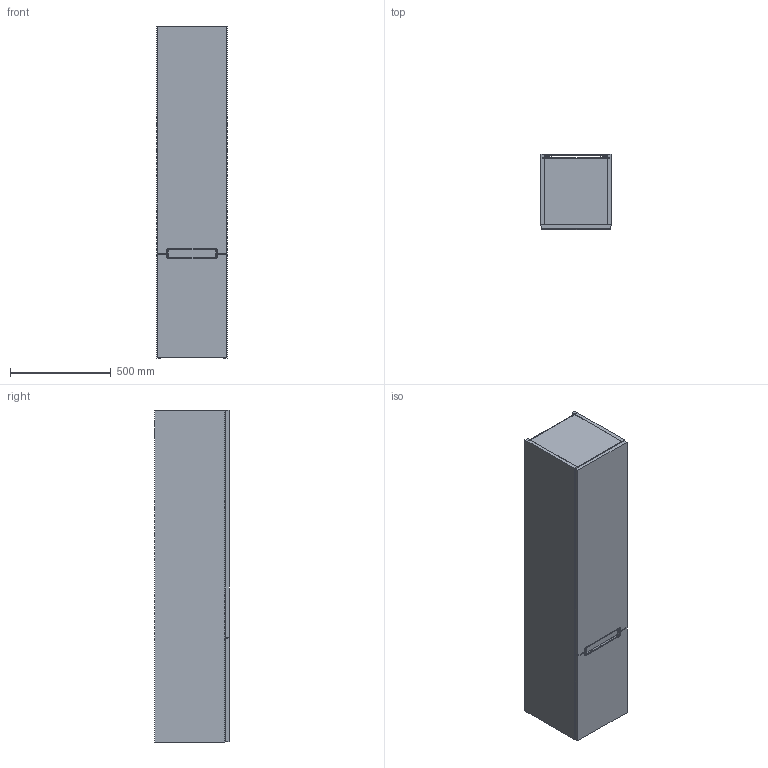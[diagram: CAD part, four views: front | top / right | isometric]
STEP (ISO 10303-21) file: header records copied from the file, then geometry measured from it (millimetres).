
FILE_DESCRIPTION((' '),'2;1');
FILE_NAME('A710Y0XX_3DFusionKopieren.stp.step','2013-11-21T08:39:22',(' '),(' '),' ','ACIS',' ');
FILE_SCHEMA(('CONFIG_CONTROL_DESIGN'));
Length unit declared in the file: millimetre
Products named in the file (32): A710Y0XX_3DFusionKopieren.stp.step; Körper1; Körper2; Körper3; Körper4; Körper5; Körper6; Körper7; Körper8; Körper9; Körper10; Körper11; Körper12; Körper13; Körper14; Körper15; Körper16; Körper17; Körper18; Körper19; Körper20; Körper21; Körper22; Körper23; Körper24; Körper25; Körper26; Körper27; Körper28; Körper29; Körper30; Körper31
Assembly tree (31 placements, depth 2):
  A710Y0XX_3DFusionKopieren.stp.step
    Körper1
    Körper2
    Körper3
    Körper4
    Körper5
    Körper6
    Körper7
    Körper8
    Körper9
    Körper10
    Körper11
    Körper12
    Körper13
    Körper14
    Körper15
    Körper16
    Körper17
    Körper18
    Körper19
    Körper20
    Körper21
    Körper22
    Körper23
    Körper24
    Körper25
    Körper26
    Körper27
    Körper28
    Körper29
    Körper30
    Körper31
Bounding box: 350 x 372.94 x 1650 mm (x, y, z)
Volume: 46645469.1 mm3; surface area: 6315016 mm2
Topology: 35 solids, 35 shells, 1142 faces, 3048 edges, 1986 vertices
Faces by surface type: bspline 780, plane 220, cylinder 103, cone 19, torus 14, sphere 6
Full cylindrical faces by diameter (mm): 4 x1, 5.5 x3, 5.95 x5, 6.5 x2, 7.5 x5, 9.5 x3, 10 x2
Entity records: 44564 total; most frequent: CARTESIAN_POINT 14168, ORIENTED_EDGE 5868, DIRECTION 4372, EDGE_CURVE 2934, VECTOR 2062, LINE 2062, VERTEX_POINT 1936, EDGE_LOOP 1292
